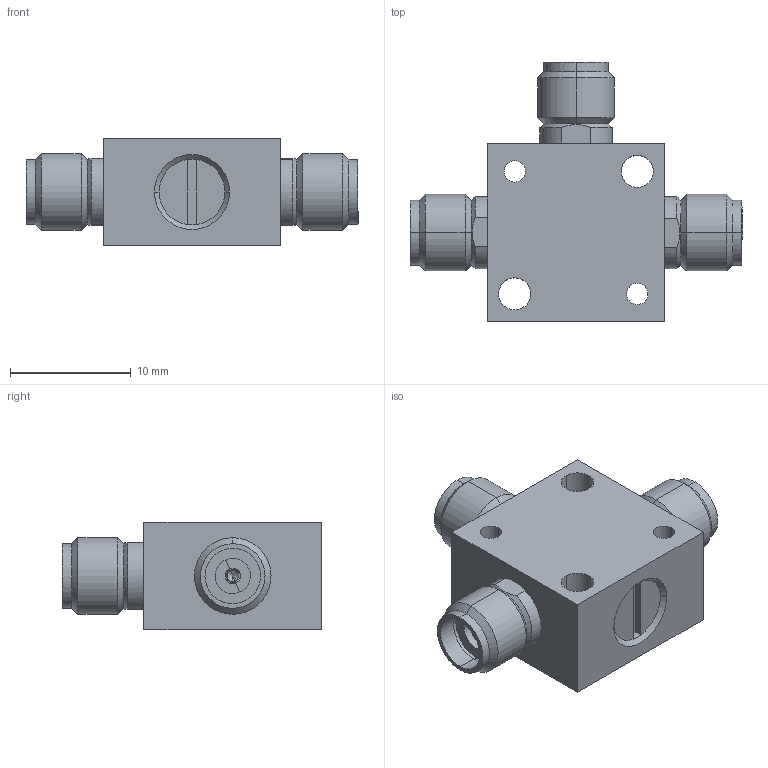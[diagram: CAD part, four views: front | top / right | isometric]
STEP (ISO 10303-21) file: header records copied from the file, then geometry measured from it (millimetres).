
FILE_DESCRIPTION (( 'STEP AP214' ), '1' );
FILE_NAME ('MPR26-2A_3D.step', '2024-08-09T15:48:14', ( '' ), ( '' ), 'SwSTEP 2.0', 'SolidWorks 2022', '' );
FILE_SCHEMA (( 'AUTOMOTIVE_DESIGN' ));
Length unit declared in the file: inch
Products named in the file (16): eBom-prt2^ID_1_MPR26-2A; ID_1^MPR26-2A; ID_1-1^MPR26-2A; eBom-prt11^MPR26-2A; eBom-prt9^ID_1-1_MPR26-2A; eBom-prt8^ID_1-1_MPR26-2A; MPR26-2A_3D; eBom-prt3^ID_1_MPR26-2A; eBom-prt7^ID_1-1_MPR26-2A; eBom-prt12^MPR26-2A; eBom-prt6^ID_1-1_MPR26-2A; eBom-prt0^ID_1_MPR26-2A; eBom-prt4^ID_1-1_MPR26-2A; eBom-prt10^MPR26-2A; eBom-prt1^ID_1_MPR26-2A; eBom-prt5^ID_1-1_MPR26-2A
Assembly tree (18 placements, depth 3):
  MPR26-2A_3D
    eBom-prt10^MPR26-2A
    ID_1^MPR26-2A
      eBom-prt0^ID_1_MPR26-2A
      eBom-prt1^ID_1_MPR26-2A
      eBom-prt2^ID_1_MPR26-2A
      eBom-prt3^ID_1_MPR26-2A  x2
    ID_1-1^MPR26-2A  x3
      eBom-prt4^ID_1-1_MPR26-2A
      eBom-prt5^ID_1-1_MPR26-2A
      eBom-prt6^ID_1-1_MPR26-2A
      eBom-prt7^ID_1-1_MPR26-2A
      eBom-prt8^ID_1-1_MPR26-2A
      eBom-prt9^ID_1-1_MPR26-2A
    eBom-prt11^MPR26-2A
    eBom-prt12^MPR26-2A
Bounding box: 27.53 x 21.49 x 8.89 mm (x, y, z)
Volume: 2067.2 mm3; surface area: 3499.7 mm2
Topology: 28 solids, 28 shells, 1333 faces, 3186 edges, 2038 vertices
Faces by surface type: cylinder 609, plane 528, cone 145, bspline 45, torus 6
Entity records: 21731 total; most frequent: CARTESIAN_POINT 8029, DIRECTION 2876, ORIENTED_EDGE 2588, EDGE_CURVE 1294, AXIS2_PLACEMENT_3D 1140, VERTEX_POINT 834, EDGE_LOOP 612, VECTOR 596
